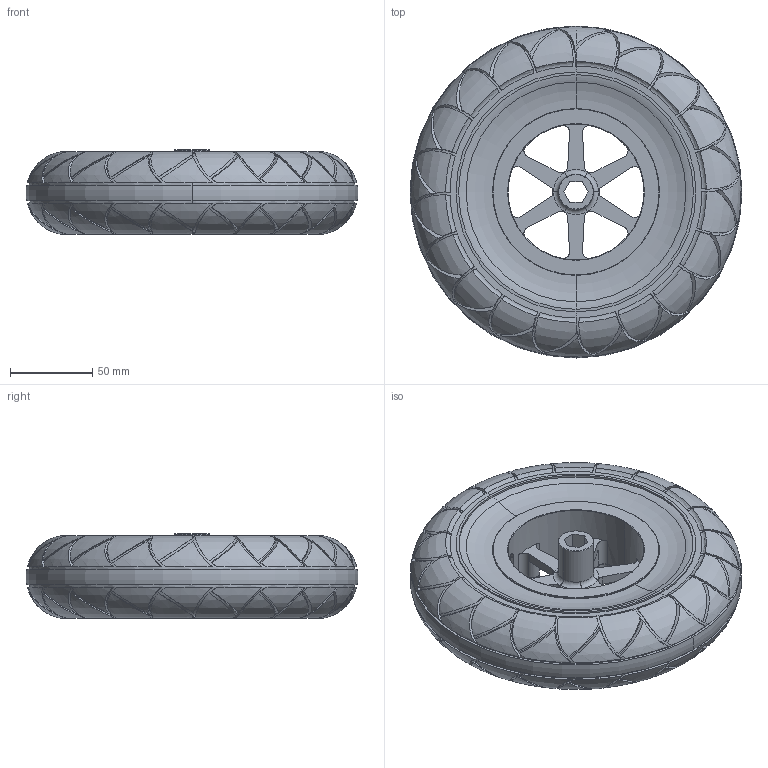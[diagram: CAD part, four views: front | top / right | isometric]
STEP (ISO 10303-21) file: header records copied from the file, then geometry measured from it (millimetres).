
FILE_DESCRIPTION (( 'STEP AP214' ), '1' );
FILE_NAME ('WCP-0049 8INCH SMOOTH.STEP', '2024-01-04T23:07:39', ( '' ), ( '' ), 'SwSTEP 2.0', 'SolidWorks 2022', '' );
FILE_SCHEMA (( 'AUTOMOTIVE_DESIGN' ));
Length unit declared in the file: inch
Products named in the file (6): WCP-0158 Rev1; mcmaster_91255A192_91255A192; WCP-0049-001 Rev1; WCP-0049 8INCH SMOOTH; WCP-0049-002 Rev1; WCP-0100 Rev2
Assembly tree (10 placements, depth 2):
  WCP-0049 8INCH SMOOTH
    WCP-0049-001 Rev1
    WCP-0049-002 Rev1
    mcmaster_91255A192_91255A192  x6
    WCP-0100 Rev2
    WCP-0158 Rev1
Bounding box: 202.08 x 202.08 x 51.44 mm (x, y, z)
Volume: 1093700 mm3; surface area: 159986.3 mm2
Topology: 10 solids, 10 shells, 824 faces, 1986 edges, 1254 vertices
Faces by surface type: cylinder 303, plane 230, torus 146, cone 129, sphere 12, bspline 4
Entity records: 30496 total; most frequent: CARTESIAN_POINT 14340, ORIENTED_EDGE 3458, DIRECTION 3005, EDGE_CURVE 1729, AXIS2_PLACEMENT_3D 1270, VERTEX_POINT 1114, EDGE_LOOP 813, FACE_OUTER_BOUND 699
